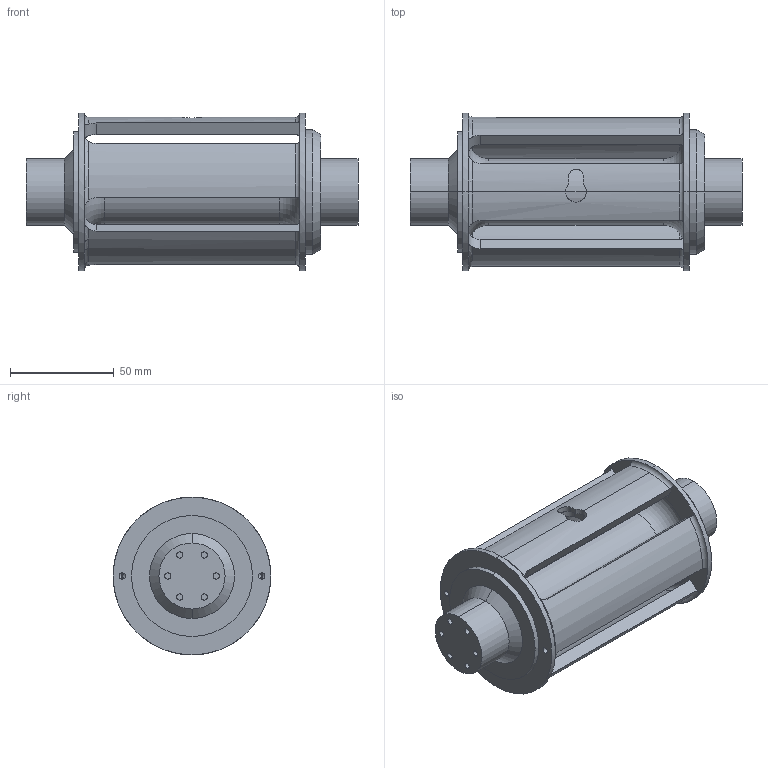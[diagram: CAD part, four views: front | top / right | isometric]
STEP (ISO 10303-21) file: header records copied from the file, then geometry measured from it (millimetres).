
FILE_DESCRIPTION (( 'STEP AP214' ), '1' );
FILE_NAME ('Spool New.STEP', '2025-04-03T19:21:26', ( '' ), ( '' ), 'SwSTEP 2.0', 'SolidWorks 2022', '' );
FILE_SCHEMA (( 'AUTOMOTIVE_DESIGN' ));
Length unit declared in the file: millimetre
Products named in the file (1): Spool New
Bounding box: 160 x 76 x 76 mm (x, y, z)
Volume: 251536.2 mm3; surface area: 65478.7 mm2
Topology: 1 solids, 1 shells, 154 faces, 400 edges, 254 vertices
Faces by surface type: cylinder 75, plane 37, torus 26, cone 12, bspline 4
Entity records: 5727 total; most frequent: CARTESIAN_POINT 1886, DIRECTION 832, ORIENTED_EDGE 784, EDGE_CURVE 392, AXIS2_PLACEMENT_3D 351, VERTEX_POINT 254, CIRCLE 200, EDGE_LOOP 180
